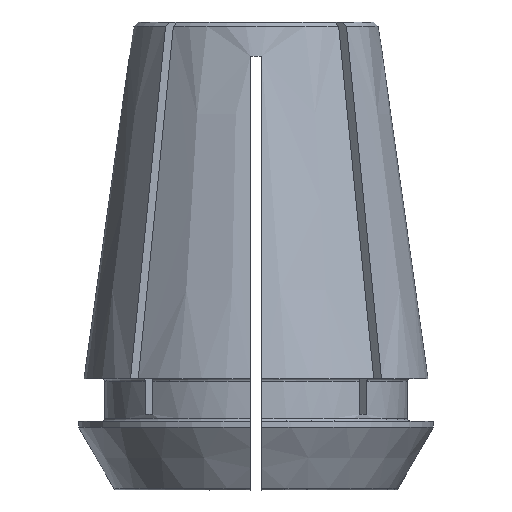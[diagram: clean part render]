
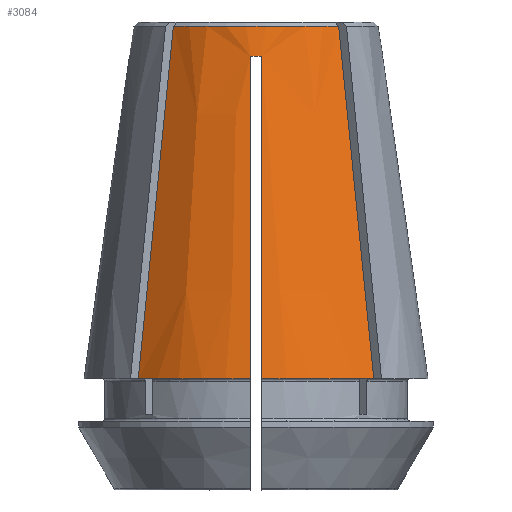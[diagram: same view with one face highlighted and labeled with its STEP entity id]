
A CAD part, front view. The second image highlights one B-rep face of the part: STEP entity #3084.
In plain terms, the highlighted conical face has half-angle 8 degrees and reference radius 8.86 mm.
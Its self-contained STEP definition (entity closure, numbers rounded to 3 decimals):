
#106=CONICAL_SURFACE('',#3428,8.86,0.14);
#674=CIRCLE('',#3238,9.211);
#778=CIRCLE('',#3427,8.902);
#779=CIRCLE('',#3429,12.5);
#780=CIRCLE('',#3430,12.5);
#1518=ORIENTED_EDGE('',*,*,#2200,.T.);
#1519=ORIENTED_EDGE('',*,*,#1900,.T.);
#1520=ORIENTED_EDGE('',*,*,#2199,.F.);
#1521=ORIENTED_EDGE('',*,*,#2107,.T.);
#1522=ORIENTED_EDGE('',*,*,#2201,.T.);
#1523=ORIENTED_EDGE('',*,*,#2202,.F.);
#1524=ORIENTED_EDGE('',*,*,#1950,.F.);
#1525=ORIENTED_EDGE('',*,*,#1961,.T.);
#1900=EDGE_CURVE('',#2363,#2362,#2578,.T.);
#1950=EDGE_CURVE('',#2400,#2402,#674,.T.);
#1961=EDGE_CURVE('',#2400,#2408,#2588,.T.);
#2107=EDGE_CURVE('',#2508,#2507,#2613,.T.);
#2199=EDGE_CURVE('',#2508,#2362,#778,.T.);
#2200=EDGE_CURVE('',#2408,#2363,#779,.T.);
#2201=EDGE_CURVE('',#2507,#2550,#780,.T.);
#2202=EDGE_CURVE('',#2402,#2550,#2618,.T.);
#2362=VERTEX_POINT('',#4767);
#2363=VERTEX_POINT('',#4775);
#2400=VERTEX_POINT('',#4907);
#2402=VERTEX_POINT('',#4910);
#2408=VERTEX_POINT('',#4930);
#2507=VERTEX_POINT('',#5315);
#2508=VERTEX_POINT('',#5323);
#2550=VERTEX_POINT('',#5521);
#2578=B_SPLINE_CURVE_WITH_KNOTS('',3,(#4768,#4769,#4770,#4771,#4772,#4773,
#4774),.UNSPECIFIED.,.F.,.F.,(4,3,4),(0.,0.022,
0.026),.UNSPECIFIED.);
#2588=B_SPLINE_CURVE_WITH_KNOTS('',3,(#4931,#4932,#4933,#4934,#4935,#4936,
#4937,#4938,#4939,#4940),.UNSPECIFIED.,.F.,.F.,(4,3,3,4),(0.014,
0.017,0.034,0.038),.UNSPECIFIED.);
#2613=B_SPLINE_CURVE_WITH_KNOTS('',3,(#5316,#5317,#5318,#5319,#5320,#5321,
#5322),.UNSPECIFIED.,.F.,.F.,(4,3,4),(0.,0.016,
0.026),.UNSPECIFIED.);
#2618=B_SPLINE_CURVE_WITH_KNOTS('',3,(#5522,#5523,#5524,#5525,#5526,#5527,
#5528,#5529,#5530,#5531),.UNSPECIFIED.,.F.,.F.,(4,3,3,4),(0.014,
0.017,0.034,0.038),.UNSPECIFIED.);
#2744=EDGE_LOOP('',(#1518,#1519,#1520,#1521,#1522,#1523,#1524,#1525));
#2904=FACE_BOUND('',#2744,.T.);
#3084=ADVANCED_FACE('',(#2904),#106,.T.);
#3238=AXIS2_PLACEMENT_3D('',#4909,#3790,#3791);
#3427=AXIS2_PLACEMENT_3D('',#5517,#4282,#4283);
#3428=AXIS2_PLACEMENT_3D('',#5518,#4284,#4285);
#3429=AXIS2_PLACEMENT_3D('',#5519,#4286,#4287);
#3430=AXIS2_PLACEMENT_3D('',#5520,#4288,#4289);
#3790=DIRECTION('',(0.,0.,-1.));
#3791=DIRECTION('',(-1.,0.,0.));
#4282=DIRECTION('',(0.,0.,1.));
#4283=DIRECTION('',(1.,0.,0.));
#4284=DIRECTION('',(0.,0.,-1.));
#4285=DIRECTION('',(-1.,0.,0.));
#4286=DIRECTION('',(0.,0.,1.));
#4287=DIRECTION('',(1.,0.,0.));
#4288=DIRECTION('',(0.,0.,1.));
#4289=DIRECTION('',(1.,0.,0.));
#4767=CARTESIAN_POINT('',(6.005,-6.571,28.703));
#4768=CARTESIAN_POINT('',(8.551,-9.117,3.1));
#4769=CARTESIAN_POINT('',(7.831,-8.397,10.344));
#4770=CARTESIAN_POINT('',(7.111,-7.677,17.588));
#4771=CARTESIAN_POINT('',(6.39,-6.956,24.832));
#4772=CARTESIAN_POINT('',(6.262,-6.828,26.122));
#4773=CARTESIAN_POINT('',(6.134,-6.699,27.413));
#4774=CARTESIAN_POINT('',(6.005,-6.571,28.703));
#4775=CARTESIAN_POINT('',(8.551,-9.117,3.1));
#4907=CARTESIAN_POINT('',(0.4,-9.203,26.5));
#4909=CARTESIAN_POINT('',(0.,0.,26.5));
#4910=CARTESIAN_POINT('',(-0.4,-9.203,26.5));
#4930=CARTESIAN_POINT('',(0.4,-12.494,3.1));
#4931=CARTESIAN_POINT('',(0.4,-9.203,26.5));
#4932=CARTESIAN_POINT('',(0.4,-9.341,25.513));
#4933=CARTESIAN_POINT('',(0.4,-9.48,24.527));
#4934=CARTESIAN_POINT('',(0.4,-9.619,23.54));
#4935=CARTESIAN_POINT('',(0.4,-10.404,17.961));
#4936=CARTESIAN_POINT('',(0.4,-11.188,12.381));
#4937=CARTESIAN_POINT('',(0.4,-11.973,6.802));
#4938=CARTESIAN_POINT('',(0.4,-12.147,5.568));
#4939=CARTESIAN_POINT('',(0.4,-12.32,4.334));
#4940=CARTESIAN_POINT('',(0.4,-12.494,3.1));
#5315=CARTESIAN_POINT('',(-8.551,-9.117,3.1));
#5316=CARTESIAN_POINT('',(-6.005,-6.571,28.703));
#5317=CARTESIAN_POINT('',(-6.518,-7.084,23.544));
#5318=CARTESIAN_POINT('',(-7.031,-7.597,18.386));
#5319=CARTESIAN_POINT('',(-7.544,-8.11,13.227));
#5320=CARTESIAN_POINT('',(-7.88,-8.446,9.851));
#5321=CARTESIAN_POINT('',(-8.216,-8.782,6.476));
#5322=CARTESIAN_POINT('',(-8.551,-9.117,3.1));
#5323=CARTESIAN_POINT('',(-6.005,-6.571,28.703));
#5517=CARTESIAN_POINT('',(0.,0.,28.703));
#5518=CARTESIAN_POINT('',(0.,0.,29.));
#5519=CARTESIAN_POINT('',(0.,0.,3.1));
#5520=CARTESIAN_POINT('',(0.,0.,3.1));
#5521=CARTESIAN_POINT('',(-0.4,-12.494,3.1));
#5522=CARTESIAN_POINT('',(-0.4,-9.203,26.5));
#5523=CARTESIAN_POINT('',(-0.4,-9.341,25.513));
#5524=CARTESIAN_POINT('',(-0.4,-9.48,24.527));
#5525=CARTESIAN_POINT('',(-0.4,-9.619,23.54));
#5526=CARTESIAN_POINT('',(-0.4,-10.404,17.961));
#5527=CARTESIAN_POINT('',(-0.4,-11.188,12.381));
#5528=CARTESIAN_POINT('',(-0.4,-11.973,6.802));
#5529=CARTESIAN_POINT('',(-0.4,-12.147,5.568));
#5530=CARTESIAN_POINT('',(-0.4,-12.32,4.334));
#5531=CARTESIAN_POINT('',(-0.4,-12.494,3.1));
